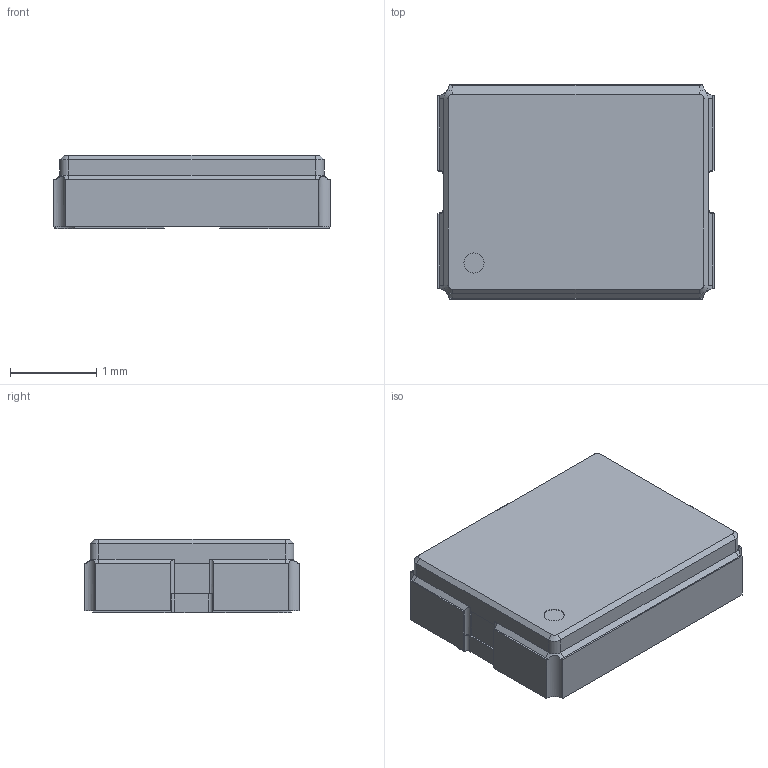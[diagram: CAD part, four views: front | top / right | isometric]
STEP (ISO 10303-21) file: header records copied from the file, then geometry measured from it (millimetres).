
FILE_DESCRIPTION (( 'STEP AP214' ), '1' );
FILE_NAME ('CRYSTAL-SMD_L3.2-W2.STEP', '2021-12-08T13:37:37', ( '' ), ( '' ), 'SwSTEP 2.0', 'SolidWorks 2018', '' );
FILE_SCHEMA (( 'AUTOMOTIVE_DESIGN' ));
Length unit declared in the file: millimetre
Products named in the file (1): CRYSTAL-SMD_L3.2-W2
Bounding box: 3.2 x 2.5 x 0.85 mm (x, y, z)
Volume: 6.4 mm3; surface area: 24.8 mm2
Topology: 1 solids, 1 shells, 151 faces, 397 edges, 256 vertices
Faces by surface type: plane 105, cylinder 22, bspline 16, cone 8
Entity records: 6611 total; most frequent: CARTESIAN_POINT 1945, ORIENTED_EDGE 794, DIRECTION 685, EDGE_CURVE 397, VECTOR 301, LINE 301, VERTEX_POINT 256, AXIS2_PLACEMENT_3D 192
